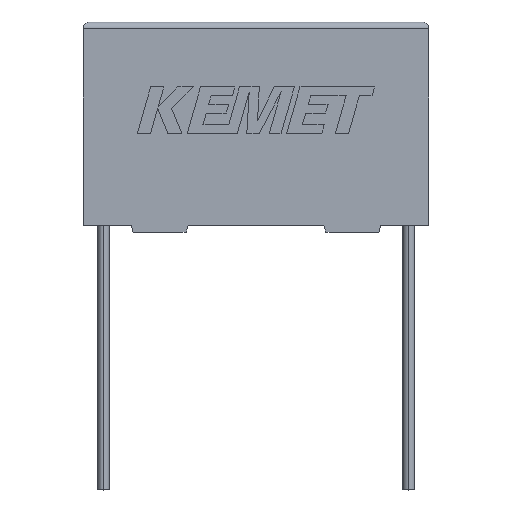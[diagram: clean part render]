
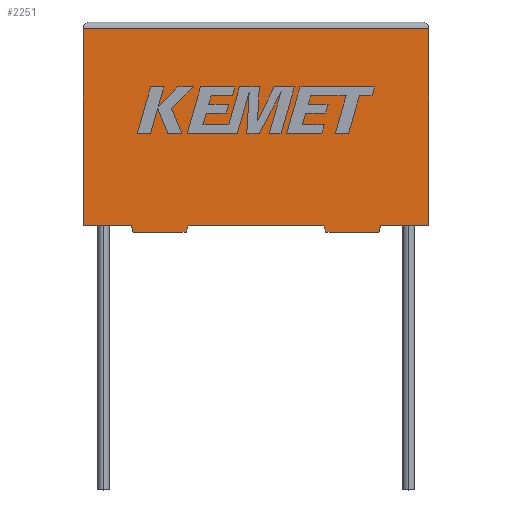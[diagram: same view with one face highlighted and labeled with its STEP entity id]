
A CAD part, top view. The second image highlights one B-rep face of the part: STEP entity #2251.
In plain terms, the highlighted planar face has unit normal (0, 0, 1).
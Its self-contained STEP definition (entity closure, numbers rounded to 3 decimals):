
#75 = CARTESIAN_POINT ( 'NONE',  ( 0., 0., 7.5 ) ) ;
#76 = VECTOR ( 'NONE', #2734, 1000. ) ;
#121 = LINE ( 'NONE', #493, #732 ) ;
#141 = ORIENTED_EDGE ( 'NONE', *, *, #2420, .T. ) ;
#198 = LINE ( 'NONE', #2466, #76 ) ;
#201 = ORIENTED_EDGE ( 'NONE', *, *, #2403, .T. ) ;
#257 = VERTEX_POINT ( 'NONE', #2172 ) ;
#264 = VERTEX_POINT ( 'NONE', #1626 ) ;
#290 = CARTESIAN_POINT ( 'NONE',  ( 0., 0., 7.5 ) ) ;
#312 = CARTESIAN_POINT ( 'NONE',  ( 25.5, 0., 7.5 ) ) ;
#314 = ORIENTED_EDGE ( 'NONE', *, *, #1710, .T. ) ;
#413 = CARTESIAN_POINT ( 'NONE',  ( 17.909, -0.5, 7.5 ) ) ;
#450 = ORIENTED_EDGE ( 'NONE', *, *, #2692, .T. ) ;
#483 = CARTESIAN_POINT ( 'NONE',  ( 0., 14.5, 7.5 ) ) ;
#493 = CARTESIAN_POINT ( 'NONE',  ( 25.5, 0., 7.5 ) ) ;
#548 = DIRECTION ( 'NONE',  ( -1., 0., 0. ) ) ;
#582 = VERTEX_POINT ( 'NONE', #312 ) ;
#607 = VECTOR ( 'NONE', #1081, 1000. ) ;
#682 = VECTOR ( 'NONE', #2065, 1000. ) ;
#691 = EDGE_LOOP ( 'NONE', ( #314, #450, #2132, #2077, #201, #141, #952, #726, #3120, #1479, #975, #1134 ) ) ;
#716 = VERTEX_POINT ( 'NONE', #813 ) ;
#720 = CARTESIAN_POINT ( 'NONE',  ( 3.54, 0., 7.5 ) ) ;
#726 = ORIENTED_EDGE ( 'NONE', *, *, #1906, .T. ) ;
#732 = VECTOR ( 'NONE', #1976, 1000. ) ;
#766 = DIRECTION ( 'NONE',  ( 1., 0., 0. ) ) ;
#813 = CARTESIAN_POINT ( 'NONE',  ( 17.758, 0., 7.5 ) ) ;
#816 = CARTESIAN_POINT ( 'NONE',  ( 0., 0., 7.5 ) ) ;
#822 = VERTEX_POINT ( 'NONE', #934 ) ;
#878 = CARTESIAN_POINT ( 'NONE',  ( 0., 0., 7.5 ) ) ;
#893 = DIRECTION ( 'NONE',  ( 1., 0., 0. ) ) ;
#934 = CARTESIAN_POINT ( 'NONE',  ( 25.5, 14.5, 7.5 ) ) ;
#952 = ORIENTED_EDGE ( 'NONE', *, *, #2789, .T. ) ;
#965 = LINE ( 'NONE', #1165, #1004 ) ;
#975 = ORIENTED_EDGE ( 'NONE', *, *, #1986, .F. ) ;
#1004 = VECTOR ( 'NONE', #2152, 1000. ) ;
#1081 = DIRECTION ( 'NONE',  ( -1., 0., 0. ) ) ;
#1119 = CARTESIAN_POINT ( 'NONE',  ( 21.96, 0., 7.5 ) ) ;
#1134 = ORIENTED_EDGE ( 'NONE', *, *, #1673, .T. ) ;
#1165 = CARTESIAN_POINT ( 'NONE',  ( 3.69, -0.5, 7.5 ) ) ;
#1208 = AXIS2_PLACEMENT_3D ( 'NONE', #290, #2039, #548 ) ;
#1218 = EDGE_CURVE ( 'NONE', #3183, #2881, #1301, .T. ) ;
#1220 = LINE ( 'NONE', #2952, #2478 ) ;
#1224 = VERTEX_POINT ( 'NONE', #75 ) ;
#1293 = LINE ( 'NONE', #2885, #2704 ) ;
#1301 = LINE ( 'NONE', #1557, #607 ) ;
#1328 = LINE ( 'NONE', #816, #1705 ) ;
#1333 = LINE ( 'NONE', #878, #2624 ) ;
#1370 = VERTEX_POINT ( 'NONE', #1119 ) ;
#1383 = DIRECTION ( 'NONE',  ( 0.287, -0.958, 0. ) ) ;
#1479 = ORIENTED_EDGE ( 'NONE', *, *, #1218, .F. ) ;
#1520 = CARTESIAN_POINT ( 'NONE',  ( 21.81, -0.5, 7.5 ) ) ;
#1540 = VERTEX_POINT ( 'NONE', #2459 ) ;
#1552 = LINE ( 'NONE', #3071, #682 ) ;
#1557 = CARTESIAN_POINT ( 'NONE',  ( 21.81, -0.5, 7.5 ) ) ;
#1596 = VECTOR ( 'NONE', #2366, 1000. ) ;
#1626 = CARTESIAN_POINT ( 'NONE',  ( 7.591, -0.5, 7.5 ) ) ;
#1673 = EDGE_CURVE ( 'NONE', #1370, #582, #1220, .T. ) ;
#1705 = VECTOR ( 'NONE', #3051, 1000. ) ;
#1710 = EDGE_CURVE ( 'NONE', #582, #822, #121, .T. ) ;
#1734 = CARTESIAN_POINT ( 'NONE',  ( 21.96, 0., 7.5 ) ) ;
#1774 = PLANE ( 'NONE',  #1208 ) ;
#1881 = CARTESIAN_POINT ( 'NONE',  ( 3.54, 0., 7.5 ) ) ;
#1906 = EDGE_CURVE ( 'NONE', #1540, #716, #1333, .T. ) ;
#1976 = DIRECTION ( 'NONE',  ( 0., 1., 0. ) ) ;
#1986 = EDGE_CURVE ( 'NONE', #1370, #3183, #2892, .T. ) ;
#2039 = DIRECTION ( 'NONE',  ( 0., 0., -1. ) ) ;
#2065 = DIRECTION ( 'NONE',  ( -0.287, 0.958, 0. ) ) ;
#2077 = ORIENTED_EDGE ( 'NONE', *, *, #2710, .T. ) ;
#2129 = VECTOR ( 'NONE', #1383, 1000. ) ;
#2132 = ORIENTED_EDGE ( 'NONE', *, *, #3236, .T. ) ;
#2152 = DIRECTION ( 'NONE',  ( 1., 0., 0. ) ) ;
#2172 = CARTESIAN_POINT ( 'NONE',  ( 0., 14.5, 7.5 ) ) ;
#2251 = ADVANCED_FACE ( 'NONE', ( #2772 ), #1774, .F. ) ;
#2366 = DIRECTION ( 'NONE',  ( -0.287, -0.958, 0. ) ) ;
#2403 = EDGE_CURVE ( 'NONE', #2562, #2665, #2793, .T. ) ;
#2411 = VECTOR ( 'NONE', #3131, 1000. ) ;
#2420 = EDGE_CURVE ( 'NONE', #2665, #264, #965, .T. ) ;
#2453 = LINE ( 'NONE', #483, #2411 ) ;
#2459 = CARTESIAN_POINT ( 'NONE',  ( 7.742, 0., 7.5 ) ) ;
#2466 = CARTESIAN_POINT ( 'NONE',  ( 7.591, -0.5, 7.5 ) ) ;
#2478 = VECTOR ( 'NONE', #766, 1000. ) ;
#2562 = VERTEX_POINT ( 'NONE', #720 ) ;
#2624 = VECTOR ( 'NONE', #2643, 1000. ) ;
#2643 = DIRECTION ( 'NONE',  ( 1., 0., 0. ) ) ;
#2665 = VERTEX_POINT ( 'NONE', #2978 ) ;
#2692 = EDGE_CURVE ( 'NONE', #822, #257, #2453, .T. ) ;
#2704 = VECTOR ( 'NONE', #893, 1000. ) ;
#2710 = EDGE_CURVE ( 'NONE', #1224, #2562, #1293, .T. ) ;
#2734 = DIRECTION ( 'NONE',  ( 0.287, 0.958, 0. ) ) ;
#2772 = FACE_OUTER_BOUND ( 'NONE', #691, .T. ) ;
#2789 = EDGE_CURVE ( 'NONE', #264, #1540, #198, .T. ) ;
#2793 = LINE ( 'NONE', #1881, #2129 ) ;
#2881 = VERTEX_POINT ( 'NONE', #413 ) ;
#2885 = CARTESIAN_POINT ( 'NONE',  ( 0., 0., 7.5 ) ) ;
#2892 = LINE ( 'NONE', #1734, #1596 ) ;
#2952 = CARTESIAN_POINT ( 'NONE',  ( 0., 0., 7.5 ) ) ;
#2978 = CARTESIAN_POINT ( 'NONE',  ( 3.69, -0.5, 7.5 ) ) ;
#3051 = DIRECTION ( 'NONE',  ( 0., -1., 0. ) ) ;
#3071 = CARTESIAN_POINT ( 'NONE',  ( 17.909, -0.5, 7.5 ) ) ;
#3120 = ORIENTED_EDGE ( 'NONE', *, *, #3213, .F. ) ;
#3131 = DIRECTION ( 'NONE',  ( -1., 0., 0. ) ) ;
#3183 = VERTEX_POINT ( 'NONE', #1520 ) ;
#3213 = EDGE_CURVE ( 'NONE', #2881, #716, #1552, .T. ) ;
#3236 = EDGE_CURVE ( 'NONE', #257, #1224, #1328, .T. ) ;
